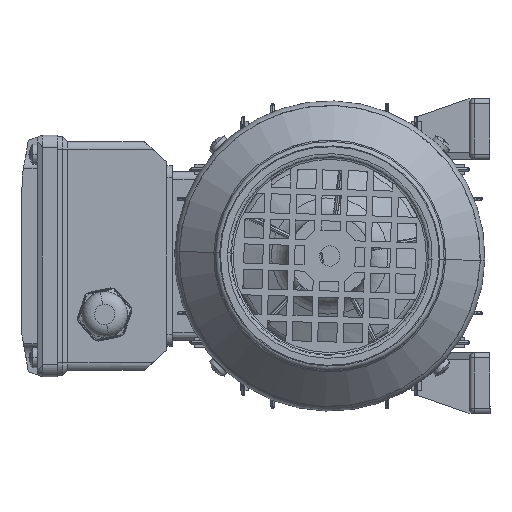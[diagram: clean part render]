
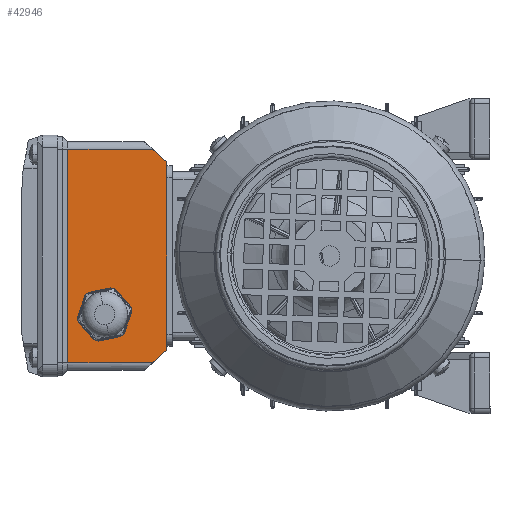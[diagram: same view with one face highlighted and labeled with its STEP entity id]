
A CAD part, left-side view. The second image highlights one B-rep face of the part: STEP entity #42946.
In plain terms, the highlighted face is planar.
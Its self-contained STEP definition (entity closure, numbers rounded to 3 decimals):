
#504 = DIRECTION ( 'NONE',  ( 0., 0., 1. ) ) ;
#3275 = DIRECTION ( 'NONE',  ( 0., 1., 0. ) ) ;
#3671 = DIRECTION ( 'NONE',  ( 1., 0., 0. ) ) ;
#3738 = ORIENTED_EDGE ( 'NONE', *, *, #125935, .T. ) ;
#3893 = CARTESIAN_POINT ( 'NONE',  ( -42., 0., -56.75 ) ) ;
#5222 = PLANE ( 'NONE',  #12771 ) ;
#5453 = EDGE_CURVE ( 'NONE', #115634, #26342, #12883, .T. ) ;
#7807 = DIRECTION ( 'NONE',  ( 0.664, 0.747, 0. ) ) ;
#10799 = EDGE_CURVE ( 'NONE', #30480, #89556, #63252, .T. ) ;
#12771 = AXIS2_PLACEMENT_3D ( 'NONE', #103015, #14885, #44451 ) ;
#12883 = CIRCLE ( 'NONE', #66187, 8. ) ;
#14302 = EDGE_LOOP ( 'NONE', ( #121002, #111196, #110578, #26008, #81946, #69943 ) ) ;
#14885 = DIRECTION ( 'NONE',  ( 0., 0., 1. ) ) ;
#16334 = DIRECTION ( 'NONE',  ( 0.664, -0.747, 0. ) ) ;
#16601 = ORIENTED_EDGE ( 'NONE', *, *, #5453, .T. ) ;
#17656 = CARTESIAN_POINT ( 'NONE',  ( 42., 0., -56.75 ) ) ;
#18902 = LINE ( 'NONE', #17656, #123663 ) ;
#22958 = VECTOR ( 'NONE', #32642, 1000. ) ;
#24369 = VERTEX_POINT ( 'NONE', #57122 ) ;
#24512 = FACE_BOUND ( 'NONE', #119758, .T. ) ;
#26008 = ORIENTED_EDGE ( 'NONE', *, *, #34717, .F. ) ;
#26342 = VERTEX_POINT ( 'NONE', #111503 ) ;
#28069 = VECTOR ( 'NONE', #53579, 1000. ) ;
#28728 = CARTESIAN_POINT ( 'NONE',  ( 42., -39.875, -56.75 ) ) ;
#30480 = VERTEX_POINT ( 'NONE', #50365 ) ;
#31628 = AXIS2_PLACEMENT_3D ( 'NONE', #81550, #52552, #3671 ) ;
#32642 = DIRECTION ( 'NONE',  ( 1., 0., 0. ) ) ;
#34717 = EDGE_CURVE ( 'NONE', #69405, #60815, #46390, .T. ) ;
#41700 = DIRECTION ( 'NONE',  ( 1., 0., 0. ) ) ;
#42892 = LINE ( 'NONE', #91195, #22958 ) ;
#42946 = ADVANCED_FACE ( 'NONE', ( #24512, #74072 ), #5222, .F. ) ;
#44451 = DIRECTION ( 'NONE',  ( 1., 0., 0. ) ) ;
#46390 = LINE ( 'NONE', #94657, #106810 ) ;
#49829 = VECTOR ( 'NONE', #16334, 1000. ) ;
#50365 = CARTESIAN_POINT ( 'NONE',  ( 42., -6.5, -56.75 ) ) ;
#50895 = LINE ( 'NONE', #3893, #58961 ) ;
#52552 = DIRECTION ( 'NONE',  ( 0., 0., 1. ) ) ;
#53579 = DIRECTION ( 'NONE',  ( -1., 0., 0. ) ) ;
#55388 = CARTESIAN_POINT ( 'NONE',  ( 31., -21., -56.75 ) ) ;
#57122 = CARTESIAN_POINT ( 'NONE',  ( -37., -45.5, -56.75 ) ) ;
#58961 = VECTOR ( 'NONE', #3275, 1000. ) ;
#59089 = CARTESIAN_POINT ( 'NONE',  ( 23., -21., -56.75 ) ) ;
#60815 = VERTEX_POINT ( 'NONE', #28728 ) ;
#63252 = LINE ( 'NONE', #102502, #28069 ) ;
#65236 = LINE ( 'NONE', #104489, #49829 ) ;
#66187 = AXIS2_PLACEMENT_3D ( 'NONE', #59089, #504, #41700 ) ;
#67186 = DIRECTION ( 'NONE',  ( 0., -1., 0. ) ) ;
#69405 = VERTEX_POINT ( 'NONE', #86787 ) ;
#69581 = CARTESIAN_POINT ( 'NONE',  ( -42., -6.5, -56.75 ) ) ;
#69943 = ORIENTED_EDGE ( 'NONE', *, *, #99812, .F. ) ;
#71286 = EDGE_CURVE ( 'NONE', #30480, #60815, #18902, .T. ) ;
#74072 = FACE_OUTER_BOUND ( 'NONE', #14302, .T. ) ;
#78209 = VERTEX_POINT ( 'NONE', #126723 ) ;
#81550 = CARTESIAN_POINT ( 'NONE',  ( 23., -21., -56.75 ) ) ;
#81946 = ORIENTED_EDGE ( 'NONE', *, *, #114669, .F. ) ;
#86787 = CARTESIAN_POINT ( 'NONE',  ( 37., -45.5, -56.75 ) ) ;
#86991 = EDGE_CURVE ( 'NONE', #78209, #89556, #50895, .T. ) ;
#89556 = VERTEX_POINT ( 'NONE', #69581 ) ;
#91195 = CARTESIAN_POINT ( 'NONE',  ( -37., -45.5, -56.75 ) ) ;
#93233 = CIRCLE ( 'NONE', #31628, 8. ) ;
#94657 = CARTESIAN_POINT ( 'NONE',  ( 45., -36.5, -56.75 ) ) ;
#99812 = EDGE_CURVE ( 'NONE', #78209, #24369, #65236, .T. ) ;
#102502 = CARTESIAN_POINT ( 'NONE',  ( 42., -6.5, -56.75 ) ) ;
#103015 = CARTESIAN_POINT ( 'NONE',  ( 0., 0., -56.75 ) ) ;
#104489 = CARTESIAN_POINT ( 'NONE',  ( -45., -36.5, -56.75 ) ) ;
#106810 = VECTOR ( 'NONE', #7807, 1000. ) ;
#110578 = ORIENTED_EDGE ( 'NONE', *, *, #71286, .T. ) ;
#111196 = ORIENTED_EDGE ( 'NONE', *, *, #10799, .F. ) ;
#111503 = CARTESIAN_POINT ( 'NONE',  ( 15., -21., -56.75 ) ) ;
#114669 = EDGE_CURVE ( 'NONE', #24369, #69405, #42892, .T. ) ;
#115634 = VERTEX_POINT ( 'NONE', #55388 ) ;
#119758 = EDGE_LOOP ( 'NONE', ( #16601, #3738 ) ) ;
#121002 = ORIENTED_EDGE ( 'NONE', *, *, #86991, .T. ) ;
#123663 = VECTOR ( 'NONE', #67186, 1000. ) ;
#125935 = EDGE_CURVE ( 'NONE', #26342, #115634, #93233, .T. ) ;
#126723 = CARTESIAN_POINT ( 'NONE',  ( -42., -39.875, -56.75 ) ) ;
